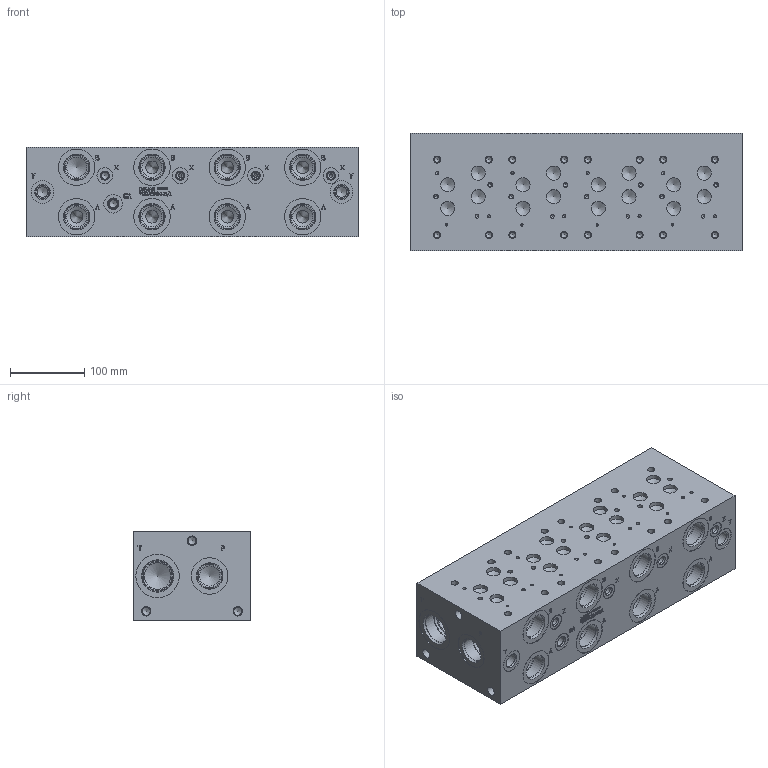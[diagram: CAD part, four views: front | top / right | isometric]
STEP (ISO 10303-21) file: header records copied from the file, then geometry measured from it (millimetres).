
FILE_DESCRIPTION(/* description */ (''),/* implementation_level */ '2;1');
FILE_NAME(/* name */ '_D07HP044S_1.stp',/* time_stamp */ '2022-10-28T15:49:07-04:00',/* author */ ('mikeh'),/* organization */ (''),/* preprocessor_version */ 'ST-DEVELOPER v18',/* originating_system */ 'Autodesk Inventor 2020',/* authorisation */ '');
FILE_SCHEMA (('AUTOMOTIVE_DESIGN { 1 0 10303 214 3 1 1 }'));
Length unit declared in the file: millimetre
Products named in the file (1): Part_AD07HP044S_1_3D
Bounding box: 447.68 x 158.75 x 120.65 mm (x, y, z)
Volume: 8062645.2 mm3; surface area: 371377.1 mm2
Topology: 1 solids, 1 shells, 1058 faces, 2861 edges, 1938 vertices
Faces by surface type: plane 559, cylinder 194, cone 154, bspline 151
Full cylindrical faces by diameter (mm): 3.175 x4, 4.343 x8, 4.775 x4, 5.105 x8, 6.35 x8, 7.925 x16, 9.525 x20, 9.881 x4, 10.719 x7, 11.125 x4, 12.395 x3, 12.7 x6, 12.9 x1, 14.275 x3, 14.529 x1, 17.501 x2, 19.05 x18, 19.253 x2, 21.285 x4, 25.019 x1, 27 x10, 30.632 x2, 31.267 x10, 33.34 x2, 33.35 x8, 33.757 x10, 35.509 x8, 35.712 x2, 39.218 x2, 41.275 x1
Entity records: 34505 total; most frequent: CARTESIAN_POINT 7740, ORIENTED_EDGE 5560, DIRECTION 5001, EDGE_CURVE 2780, VERTEX_POINT 1938, LINE 1771, VECTOR 1771, AXIS2_PLACEMENT_3D 1615
